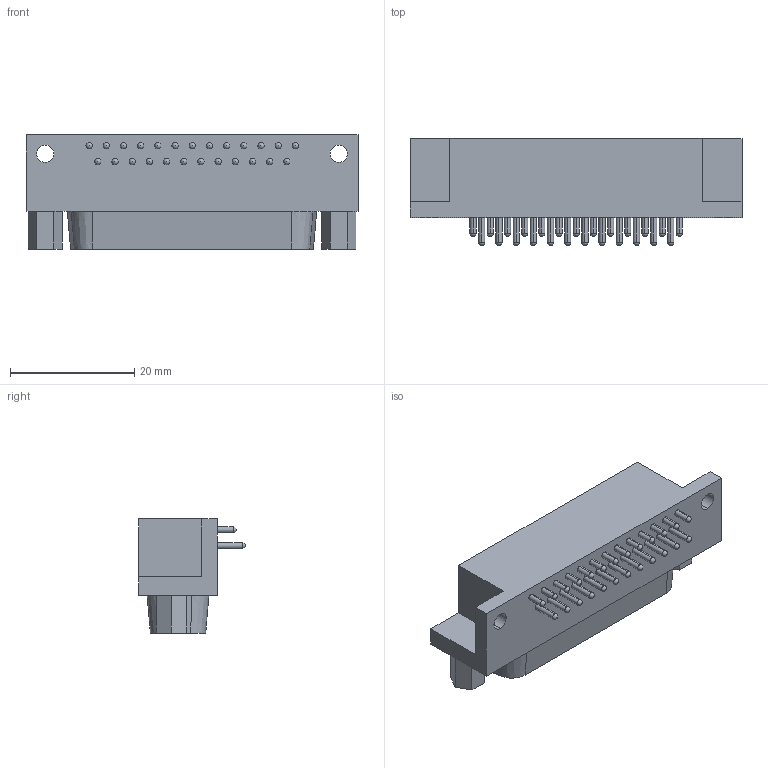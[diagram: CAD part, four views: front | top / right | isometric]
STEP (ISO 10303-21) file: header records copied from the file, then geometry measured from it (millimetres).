
FILE_DESCRIPTION (( 'STEP AP214' ), '1' );
FILE_NAME ('7DAB1CA7-85E6-49DE-97A6-2BE450D8D4D3.STEP', '2008-07-04T10:47:50', ( 'sysAdmin' ), ( 'SolidWorks' ), 'SwSTEP 2.0', 'SolidWorks 2008', '' );
FILE_SCHEMA (( 'AUTOMOTIVE_DESIGN' ));
Length unit declared in the file: millimetre
Products named in the file (1): 7DAB1CA7-85E6-49DE-97A6-2BE450D8D4D3
Bounding box: 53.47 x 17.2 x 18.4 mm (x, y, z)
Volume: 7688.6 mm3; surface area: 5019.1 mm2
Topology: 1 solids, 1 shells, 230 faces, 666 edges, 419 vertices
Faces by surface type: cylinder 108, sphere 75, plane 38, cone 9
Entity records: 6955 total; most frequent: DIRECTION 1237, CARTESIAN_POINT 1041, ORIENTED_EDGE 982, AXIS2_PLACEMENT_3D 515, EDGE_CURVE 491, VERTEX_POINT 319, EDGE_LOOP 290, CIRCLE 284
